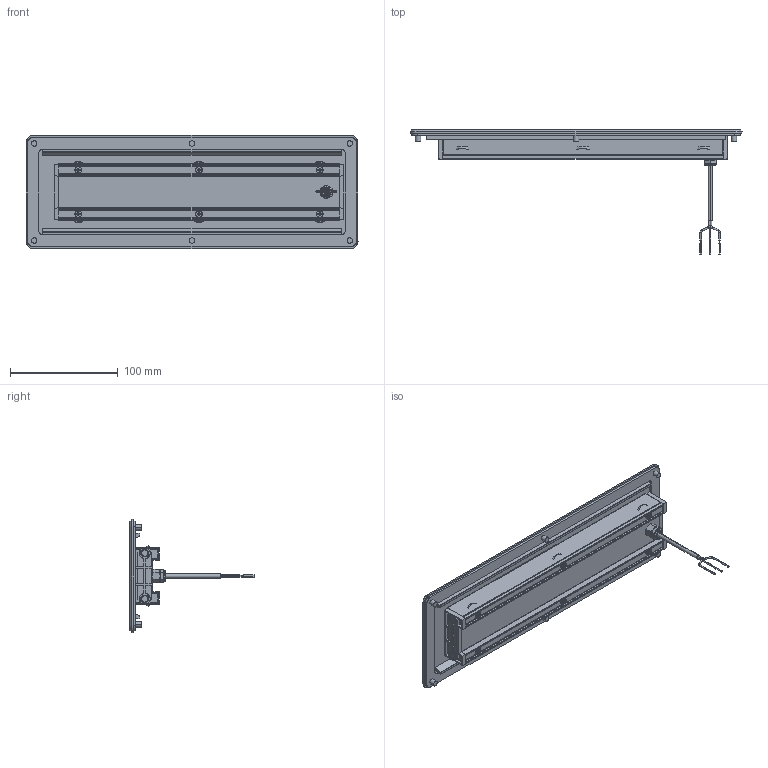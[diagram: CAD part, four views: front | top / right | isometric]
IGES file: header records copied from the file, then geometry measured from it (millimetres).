
Start section: SolidWorks IGES file using analytic representation for surfaces
Global section: file name: 8_LF3D-F2B[1][2]B05M_rev0.0.IGS,15; native system: HSolidWorks 2019; preprocessor: SolidWorks 2019; author: 1003643; date: 210325.133949; units: millimetre
Bounding box: 308 x 115.04 x 105 mm (x, y, z)
Surface area: 105257 mm2 (no closed solid volume)
Topology: 0 solids, 0 shells, 740 faces, 7429 edges, 7429 vertices
Faces by surface type: bspline 435, revolution 305
